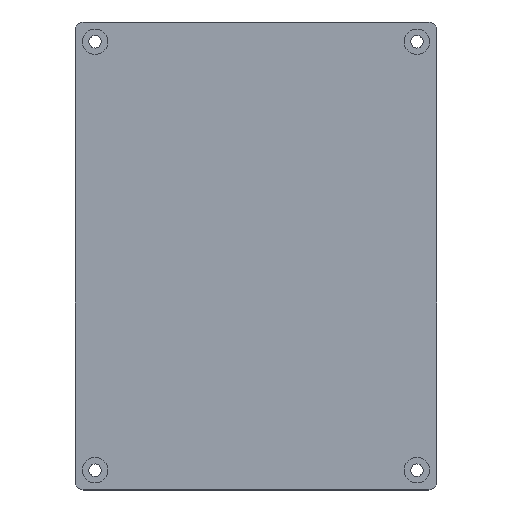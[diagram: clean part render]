
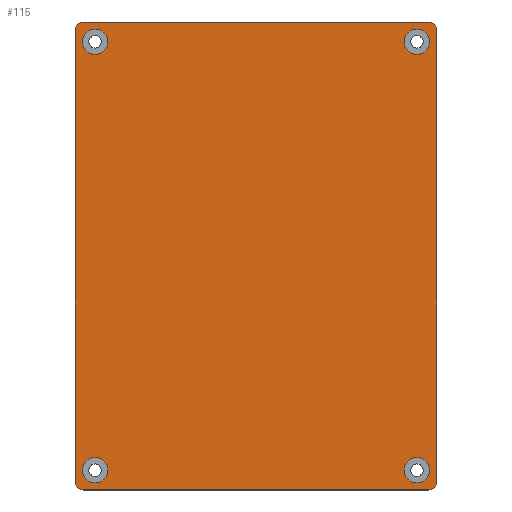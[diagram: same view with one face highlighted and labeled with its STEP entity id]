
A CAD part, top view. The second image highlights one B-rep face of the part: STEP entity #115.
In plain terms, the highlighted planar face has unit normal (0, 0, 1).
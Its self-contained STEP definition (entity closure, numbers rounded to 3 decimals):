
#24 = DIRECTION ( 'NONE',  ( 0., 0., 1. ) ) ;
#31 = DIRECTION ( 'NONE',  ( 0., 1., 0. ) ) ;
#46 = CIRCLE ( 'NONE', #1483, 2. ) ;
#62 = CARTESIAN_POINT ( 'NONE',  ( -41.249, -54.459, 10. ) ) ;
#68 = DIRECTION ( 'NONE',  ( 0., 0., 1. ) ) ;
#72 = AXIS2_PLACEMENT_3D ( 'NONE', #680, #1250, #399 ) ;
#101 = AXIS2_PLACEMENT_3D ( 'NONE', #890, #1065, #189 ) ;
#111 = DIRECTION ( 'NONE',  ( 1., 0., 0. ) ) ;
#115 = ADVANCED_FACE ( 'NONE', ( #183, #1734, #1762, #737, #731 ), #599, .T. ) ;
#125 = CARTESIAN_POINT ( 'NONE',  ( -44.32, 58.43, 10. ) ) ;
#183 = FACE_BOUND ( 'NONE', #1495, .T. ) ;
#189 = DIRECTION ( 'NONE',  ( 1., 0., 0. ) ) ;
#192 = CARTESIAN_POINT ( 'NONE',  ( 44.32, -59.53, 10. ) ) ;
#208 = CARTESIAN_POINT ( 'NONE',  ( -44.32, -57.53, 10. ) ) ;
#212 = VERTEX_POINT ( 'NONE', #1661 ) ;
#231 = VERTEX_POINT ( 'NONE', #374 ) ;
#237 = CARTESIAN_POINT ( 'NONE',  ( 37.999, -54.459, 10. ) ) ;
#239 = EDGE_CURVE ( 'NONE', #1826, #212, #46, .T. ) ;
#245 = ORIENTED_EDGE ( 'NONE', *, *, #1304, .F. ) ;
#251 = CIRCLE ( 'NONE', #960, 3.25 ) ;
#257 = DIRECTION ( 'NONE',  ( 0., 0., 1. ) ) ;
#273 = LINE ( 'NONE', #279, #668 ) ;
#275 = ORIENTED_EDGE ( 'NONE', *, *, #1269, .T. ) ;
#279 = CARTESIAN_POINT ( 'NONE',  ( 0., 60.43, 10. ) ) ;
#303 = CARTESIAN_POINT ( 'NONE',  ( -46.32, 58.43, 10. ) ) ;
#317 = DIRECTION ( 'NONE',  ( 0., 0., 1. ) ) ;
#321 = VERTEX_POINT ( 'NONE', #1262 ) ;
#323 = DIRECTION ( 'NONE',  ( 1., 0., 0. ) ) ;
#343 = CARTESIAN_POINT ( 'NONE',  ( -46.32, -57.53, 10. ) ) ;
#356 = ORIENTED_EDGE ( 'NONE', *, *, #1508, .T. ) ;
#366 = DIRECTION ( 'NONE',  ( 0., 0., 1. ) ) ;
#374 = CARTESIAN_POINT ( 'NONE',  ( 44.32, 60.43, 10. ) ) ;
#389 = CARTESIAN_POINT ( 'NONE',  ( 46.32, 58.43, 10. ) ) ;
#399 = DIRECTION ( 'NONE',  ( -1., 0., 0. ) ) ;
#409 = DIRECTION ( 'NONE',  ( 1., 0., 0. ) ) ;
#446 = EDGE_CURVE ( 'NONE', #1167, #231, #1571, .T. ) ;
#452 = CARTESIAN_POINT ( 'NONE',  ( -41.249, 55.359, 10. ) ) ;
#458 = CARTESIAN_POINT ( 'NONE',  ( 0., 0., 10. ) ) ;
#461 = CARTESIAN_POINT ( 'NONE',  ( 46.32, -57.53, 10. ) ) ;
#497 = CARTESIAN_POINT ( 'NONE',  ( -46.32, 0., 10. ) ) ;
#503 = CARTESIAN_POINT ( 'NONE',  ( 44.32, -57.53, 10. ) ) ;
#506 = VECTOR ( 'NONE', #409, 1000. ) ;
#514 = EDGE_LOOP ( 'NONE', ( #1450, #245 ) ) ;
#515 = ORIENTED_EDGE ( 'NONE', *, *, #446, .T. ) ;
#543 = CARTESIAN_POINT ( 'NONE',  ( 0., -59.53, 10. ) ) ;
#573 = LINE ( 'NONE', #714, #1627 ) ;
#576 = CIRCLE ( 'NONE', #1809, 3.25 ) ;
#591 = DIRECTION ( 'NONE',  ( 1., 0., 0. ) ) ;
#599 = PLANE ( 'NONE',  #1272 ) ;
#601 = VERTEX_POINT ( 'NONE', #1416 ) ;
#611 = EDGE_CURVE ( 'NONE', #976, #1711, #783, .T. ) ;
#615 = DIRECTION ( 'NONE',  ( -1., 0., 0. ) ) ;
#629 = CARTESIAN_POINT ( 'NONE',  ( 41.249, 55.359, 10. ) ) ;
#635 = CIRCLE ( 'NONE', #72, 3.25 ) ;
#667 = ORIENTED_EDGE ( 'NONE', *, *, #1778, .F. ) ;
#668 = VECTOR ( 'NONE', #1135, 1000. ) ;
#679 = ORIENTED_EDGE ( 'NONE', *, *, #738, .T. ) ;
#680 = CARTESIAN_POINT ( 'NONE',  ( 41.249, -54.459, 10. ) ) ;
#692 = VERTEX_POINT ( 'NONE', #824 ) ;
#714 = CARTESIAN_POINT ( 'NONE',  ( 46.32, 0., 10. ) ) ;
#728 = AXIS2_PLACEMENT_3D ( 'NONE', #948, #814, #111 ) ;
#731 = FACE_OUTER_BOUND ( 'NONE', #1622, .T. ) ;
#737 = FACE_BOUND ( 'NONE', #514, .T. ) ;
#738 = EDGE_CURVE ( 'NONE', #212, #1022, #1833, .T. ) ;
#766 = VERTEX_POINT ( 'NONE', #1079 ) ;
#783 = CIRCLE ( 'NONE', #1845, 2. ) ;
#814 = DIRECTION ( 'NONE',  ( 0., 0., 1. ) ) ;
#824 = CARTESIAN_POINT ( 'NONE',  ( 44.499, -54.459, 10. ) ) ;
#835 = EDGE_CURVE ( 'NONE', #1158, #692, #1315, .T. ) ;
#877 = AXIS2_PLACEMENT_3D ( 'NONE', #452, #24, #591 ) ;
#887 = EDGE_LOOP ( 'NONE', ( #1131, #1772 ) ) ;
#890 = CARTESIAN_POINT ( 'NONE',  ( 44.32, 58.43, 10. ) ) ;
#893 = EDGE_CURVE ( 'NONE', #321, #1599, #1697, .T. ) ;
#898 = DIRECTION ( 'NONE',  ( 1., 0., 0. ) ) ;
#907 = EDGE_CURVE ( 'NONE', #692, #1158, #635, .T. ) ;
#909 = EDGE_CURVE ( 'NONE', #1711, #1826, #1062, .T. ) ;
#941 = EDGE_LOOP ( 'NONE', ( #1102, #1565 ) ) ;
#948 = CARTESIAN_POINT ( 'NONE',  ( -41.249, 55.359, 10. ) ) ;
#960 = AXIS2_PLACEMENT_3D ( 'NONE', #1015, #1459, #1000 ) ;
#976 = VERTEX_POINT ( 'NONE', #1058 ) ;
#977 = DIRECTION ( 'NONE',  ( 1., 0., 0. ) ) ;
#1000 = DIRECTION ( 'NONE',  ( -1., 0., 0. ) ) ;
#1015 = CARTESIAN_POINT ( 'NONE',  ( 41.249, 55.359, 10. ) ) ;
#1022 = VERTEX_POINT ( 'NONE', #192 ) ;
#1027 = DIRECTION ( 'NONE',  ( 0., 0., 1. ) ) ;
#1058 = CARTESIAN_POINT ( 'NONE',  ( -44.32, 60.43, 10. ) ) ;
#1062 = LINE ( 'NONE', #497, #1205 ) ;
#1065 = DIRECTION ( 'NONE',  ( 0., 0., 1. ) ) ;
#1079 = CARTESIAN_POINT ( 'NONE',  ( 44.499, 55.359, 10. ) ) ;
#1102 = ORIENTED_EDGE ( 'NONE', *, *, #907, .F. ) ;
#1105 = DIRECTION ( 'NONE',  ( 1., 0., 0. ) ) ;
#1119 = CIRCLE ( 'NONE', #1422, 3.25 ) ;
#1131 = ORIENTED_EDGE ( 'NONE', *, *, #1477, .F. ) ;
#1135 = DIRECTION ( 'NONE',  ( 1., 0., 0. ) ) ;
#1158 = VERTEX_POINT ( 'NONE', #237 ) ;
#1167 = VERTEX_POINT ( 'NONE', #389 ) ;
#1205 = VECTOR ( 'NONE', #1363, 1000. ) ;
#1210 = DIRECTION ( 'NONE',  ( -1., 0., 0. ) ) ;
#1250 = DIRECTION ( 'NONE',  ( 0., 0., 1. ) ) ;
#1262 = CARTESIAN_POINT ( 'NONE',  ( -37.999, 55.359, 10. ) ) ;
#1269 = EDGE_CURVE ( 'NONE', #1341, #1167, #573, .T. ) ;
#1272 = AXIS2_PLACEMENT_3D ( 'NONE', #458, #317, #323 ) ;
#1304 = EDGE_CURVE ( 'NONE', #1599, #321, #1731, .T. ) ;
#1315 = CIRCLE ( 'NONE', #1801, 3.25 ) ;
#1341 = VERTEX_POINT ( 'NONE', #461 ) ;
#1342 = ORIENTED_EDGE ( 'NONE', *, *, #239, .T. ) ;
#1346 = DIRECTION ( 'NONE',  ( 0., 0., 1. ) ) ;
#1362 = VERTEX_POINT ( 'NONE', #1752 ) ;
#1363 = DIRECTION ( 'NONE',  ( 0., -1., 0. ) ) ;
#1366 = CARTESIAN_POINT ( 'NONE',  ( -44.499, 55.359, 10. ) ) ;
#1394 = ORIENTED_EDGE ( 'NONE', *, *, #909, .T. ) ;
#1416 = CARTESIAN_POINT ( 'NONE',  ( 37.999, 55.359, 10. ) ) ;
#1422 = AXIS2_PLACEMENT_3D ( 'NONE', #629, #1619, #615 ) ;
#1450 = ORIENTED_EDGE ( 'NONE', *, *, #893, .F. ) ;
#1459 = DIRECTION ( 'NONE',  ( 0., 0., 1. ) ) ;
#1477 = EDGE_CURVE ( 'NONE', #766, #601, #1119, .T. ) ;
#1483 = AXIS2_PLACEMENT_3D ( 'NONE', #208, #1346, #1769 ) ;
#1495 = EDGE_LOOP ( 'NONE', ( #1854, #667 ) ) ;
#1508 = EDGE_CURVE ( 'NONE', #1022, #1341, #1692, .T. ) ;
#1518 = CARTESIAN_POINT ( 'NONE',  ( -37.999, -54.459, 10. ) ) ;
#1540 = CIRCLE ( 'NONE', #1756, 3.25 ) ;
#1565 = ORIENTED_EDGE ( 'NONE', *, *, #835, .F. ) ;
#1571 = CIRCLE ( 'NONE', #101, 2. ) ;
#1585 = DIRECTION ( 'NONE',  ( 0., 0., 1. ) ) ;
#1599 = VERTEX_POINT ( 'NONE', #1366 ) ;
#1619 = DIRECTION ( 'NONE',  ( 0., 0., 1. ) ) ;
#1622 = EDGE_LOOP ( 'NONE', ( #275, #515, #1634, #1753, #1394, #1342, #679, #356 ) ) ;
#1627 = VECTOR ( 'NONE', #31, 1000. ) ;
#1634 = ORIENTED_EDGE ( 'NONE', *, *, #1685, .F. ) ;
#1635 = CARTESIAN_POINT ( 'NONE',  ( 41.249, -54.459, 10. ) ) ;
#1636 = EDGE_CURVE ( 'NONE', #1668, #1362, #576, .T. ) ;
#1657 = AXIS2_PLACEMENT_3D ( 'NONE', #503, #366, #1662 ) ;
#1661 = CARTESIAN_POINT ( 'NONE',  ( -44.32, -59.53, 10. ) ) ;
#1662 = DIRECTION ( 'NONE',  ( 1., 0., 0. ) ) ;
#1668 = VERTEX_POINT ( 'NONE', #1518 ) ;
#1685 = EDGE_CURVE ( 'NONE', #976, #231, #273, .T. ) ;
#1692 = CIRCLE ( 'NONE', #1657, 2. ) ;
#1697 = CIRCLE ( 'NONE', #728, 3.25 ) ;
#1711 = VERTEX_POINT ( 'NONE', #303 ) ;
#1731 = CIRCLE ( 'NONE', #877, 3.25 ) ;
#1734 = FACE_BOUND ( 'NONE', #887, .T. ) ;
#1752 = CARTESIAN_POINT ( 'NONE',  ( -44.499, -54.459, 10. ) ) ;
#1753 = ORIENTED_EDGE ( 'NONE', *, *, #611, .T. ) ;
#1756 = AXIS2_PLACEMENT_3D ( 'NONE', #62, #1027, #898 ) ;
#1757 = EDGE_CURVE ( 'NONE', #601, #766, #251, .T. ) ;
#1762 = FACE_BOUND ( 'NONE', #941, .T. ) ;
#1769 = DIRECTION ( 'NONE',  ( 1., 0., 0. ) ) ;
#1772 = ORIENTED_EDGE ( 'NONE', *, *, #1757, .F. ) ;
#1778 = EDGE_CURVE ( 'NONE', #1362, #1668, #1540, .T. ) ;
#1801 = AXIS2_PLACEMENT_3D ( 'NONE', #1635, #68, #1210 ) ;
#1809 = AXIS2_PLACEMENT_3D ( 'NONE', #1823, #257, #1105 ) ;
#1823 = CARTESIAN_POINT ( 'NONE',  ( -41.249, -54.459, 10. ) ) ;
#1826 = VERTEX_POINT ( 'NONE', #343 ) ;
#1833 = LINE ( 'NONE', #543, #506 ) ;
#1845 = AXIS2_PLACEMENT_3D ( 'NONE', #125, #1585, #977 ) ;
#1854 = ORIENTED_EDGE ( 'NONE', *, *, #1636, .F. ) ;
